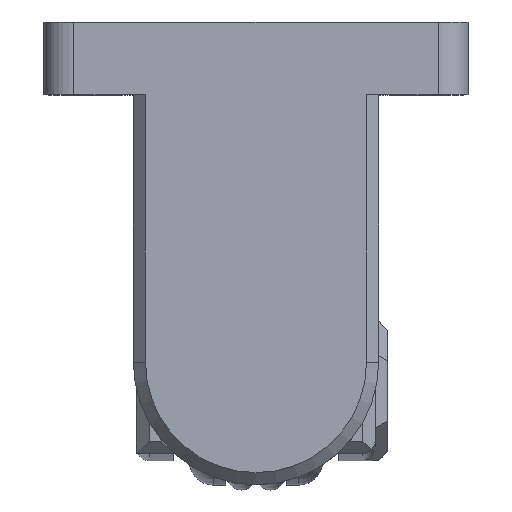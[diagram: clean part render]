
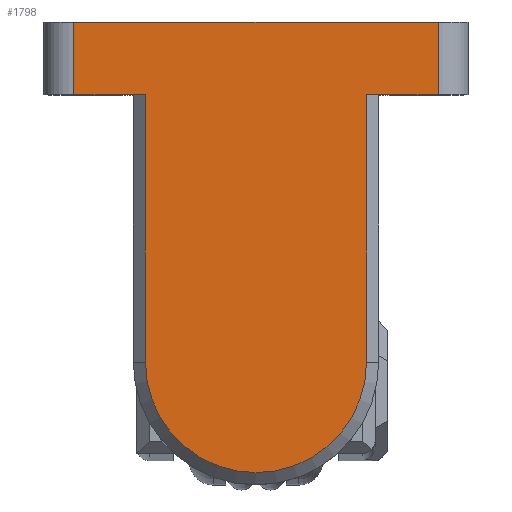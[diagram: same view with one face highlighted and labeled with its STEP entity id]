
A CAD part, top view. The second image highlights one B-rep face of the part: STEP entity #1798.
In plain terms, the highlighted planar face has unit normal (0, 0, 1).
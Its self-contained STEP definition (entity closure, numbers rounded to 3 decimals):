
#136=CIRCLE('',#2009,9.1);
#235=PLANE('',#2008);
#303=FACE_OUTER_BOUND('',#421,.T.);
#421=EDGE_LOOP('',(#1342,#1343,#1344,#1345,#1346,#1347,#1348,#1349));
#542=LINE('',#2892,#683);
#548=LINE('',#2989,#689);
#558=LINE('',#3044,#699);
#561=LINE('',#3056,#702);
#562=LINE('',#3059,#703);
#563=LINE('',#3062,#704);
#564=LINE('',#3063,#705);
#683=VECTOR('',#2208,10.);
#689=VECTOR('',#2216,10.);
#699=VECTOR('',#2278,10.);
#702=VECTOR('',#2291,10.);
#703=VECTOR('',#2294,10.);
#704=VECTOR('',#2297,10.);
#705=VECTOR('',#2298,10.);
#847=VERTEX_POINT('',#2889);
#848=VERTEX_POINT('',#2891);
#853=VERTEX_POINT('',#2986);
#854=VERTEX_POINT('',#2988);
#872=VERTEX_POINT('',#3041);
#873=VERTEX_POINT('',#3043);
#878=VERTEX_POINT('',#3058);
#879=VERTEX_POINT('',#3060);
#1015=EDGE_CURVE('',#848,#847,#542,.T.);
#1023=EDGE_CURVE('',#853,#854,#548,.T.);
#1049=EDGE_CURVE('',#872,#873,#558,.T.);
#1056=EDGE_CURVE('',#854,#872,#561,.T.);
#1057=EDGE_CURVE('',#878,#853,#562,.T.);
#1058=EDGE_CURVE('',#879,#878,#136,.T.);
#1059=EDGE_CURVE('',#848,#879,#563,.T.);
#1060=EDGE_CURVE('',#873,#847,#564,.T.);
#1342=ORIENTED_EDGE('',*,*,#1056,.F.);
#1343=ORIENTED_EDGE('',*,*,#1023,.F.);
#1344=ORIENTED_EDGE('',*,*,#1057,.F.);
#1345=ORIENTED_EDGE('',*,*,#1058,.F.);
#1346=ORIENTED_EDGE('',*,*,#1059,.F.);
#1347=ORIENTED_EDGE('',*,*,#1015,.T.);
#1348=ORIENTED_EDGE('',*,*,#1060,.F.);
#1349=ORIENTED_EDGE('',*,*,#1049,.F.);
#1798=ADVANCED_FACE('',(#303),#235,.T.);
#2008=AXIS2_PLACEMENT_3D('',#3057,#2292,#2293);
#2009=AXIS2_PLACEMENT_3D('',#3061,#2295,#2296);
#2208=DIRECTION('',(1.,0.,0.));
#2216=DIRECTION('',(-1.,0.,0.));
#2278=DIRECTION('',(1.,0.,0.));
#2291=DIRECTION('',(0.,1.,0.));
#2292=DIRECTION('center_axis',(0.,0.,1.));
#2293=DIRECTION('ref_axis',(-1.,0.,0.));
#2294=DIRECTION('',(0.,1.,0.));
#2295=DIRECTION('center_axis',(0.,0.,-1.));
#2296=DIRECTION('ref_axis',(-1.,0.,0.));
#2297=DIRECTION('',(0.,-1.,0.));
#2298=DIRECTION('',(0.,-1.,0.));
#2889=CARTESIAN_POINT('',(15.,24.343,22.));
#2891=CARTESIAN_POINT('',(9.1,24.343,22.));
#2892=CARTESIAN_POINT('',(9.1,24.343,22.));
#2986=CARTESIAN_POINT('',(-9.1,24.343,22.));
#2988=CARTESIAN_POINT('',(-15.,24.343,22.));
#2989=CARTESIAN_POINT('',(-9.1,24.343,22.));
#3041=CARTESIAN_POINT('',(-15.,30.343,22.));
#3043=CARTESIAN_POINT('',(15.,30.343,22.));
#3044=CARTESIAN_POINT('',(17.5,30.343,22.));
#3056=CARTESIAN_POINT('',(-15.,18.568,22.));
#3057=CARTESIAN_POINT('Origin',(0.,9.793,22.));
#3058=CARTESIAN_POINT('',(-9.1,2.343,22.));
#3059=CARTESIAN_POINT('',(-9.1,18.568,22.));
#3060=CARTESIAN_POINT('',(9.1,2.343,22.));
#3061=CARTESIAN_POINT('Origin',(0.,2.343,22.));
#3062=CARTESIAN_POINT('',(9.1,14.731,22.));
#3063=CARTESIAN_POINT('',(15.,18.568,22.));
